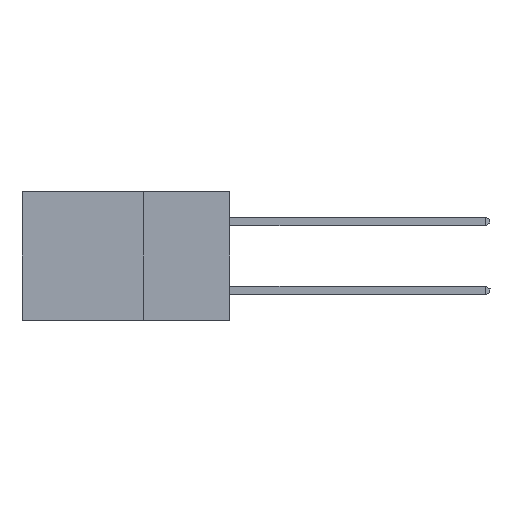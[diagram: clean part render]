
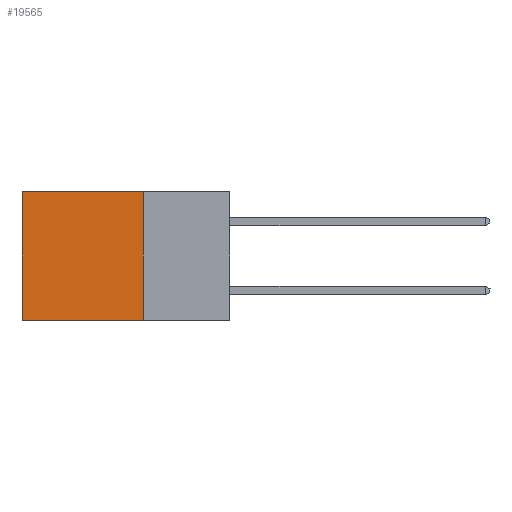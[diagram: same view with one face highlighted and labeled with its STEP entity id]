
A CAD part, left-side view. The second image highlights one B-rep face of the part: STEP entity #19565.
In plain terms, the highlighted planar face has unit normal (-1, 0, 0).
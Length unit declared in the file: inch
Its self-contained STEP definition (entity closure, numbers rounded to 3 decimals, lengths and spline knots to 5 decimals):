
#1343 = CARTESIAN_POINT ( 'NONE',  ( 0.298, 0.6, -0.37 ) ) ;
#1363 = VECTOR ( 'NONE', #24879, 39.37008 ) ;
#2194 = CARTESIAN_POINT ( 'NONE',  ( 0.298, 0.25, 0. ) ) ;
#2901 = CARTESIAN_POINT ( 'NONE',  ( 0.298, 0.6, 0. ) ) ;
#4896 = VERTEX_POINT ( 'NONE', #14696 ) ;
#5519 = EDGE_LOOP ( 'NONE', ( #11802, #19063, #19414, #26773 ) ) ;
#7701 = LINE ( 'NONE', #2194, #20001 ) ;
#7703 = DIRECTION ( 'NONE',  ( 1., 0., 0. ) ) ;
#8650 = CARTESIAN_POINT ( 'NONE',  ( 0.298, 0.6, 0. ) ) ;
#9361 = VECTOR ( 'NONE', #18085, 39.37008 ) ;
#10458 = AXIS2_PLACEMENT_3D ( 'NONE', #20810, #7703, #20608 ) ;
#11802 = ORIENTED_EDGE ( 'NONE', *, *, #13298, .T. ) ;
#12792 = DIRECTION ( 'NONE',  ( 0., 0., -1. ) ) ;
#13144 = CARTESIAN_POINT ( 'NONE',  ( 0.298, 0.25, -0.37 ) ) ;
#13173 = LINE ( 'NONE', #2901, #9361 ) ;
#13298 = EDGE_CURVE ( 'NONE', #17532, #24406, #13173, .T. ) ;
#14696 = CARTESIAN_POINT ( 'NONE',  ( 0.298, 0.25, 0. ) ) ;
#15492 = EDGE_CURVE ( 'NONE', #4896, #19006, #7701, .T. ) ;
#16182 = PLANE ( 'NONE',  #10458 ) ;
#17069 = DIRECTION ( 'NONE',  ( 0., 1., 0. ) ) ;
#17532 = VERTEX_POINT ( 'NONE', #8650 ) ;
#18085 = DIRECTION ( 'NONE',  ( 0., 0., -1. ) ) ;
#18369 = EDGE_CURVE ( 'NONE', #4896, #17532, #24334, .T. ) ;
#18623 = LINE ( 'NONE', #13144, #21389 ) ;
#19006 = VERTEX_POINT ( 'NONE', #19995 ) ;
#19063 = ORIENTED_EDGE ( 'NONE', *, *, #22848, .F. ) ;
#19414 = ORIENTED_EDGE ( 'NONE', *, *, #15492, .F. ) ;
#19565 = ADVANCED_FACE ( 'NONE', ( #21501 ), #16182, .F. ) ;
#19995 = CARTESIAN_POINT ( 'NONE',  ( 0.298, 0.25, -0.37 ) ) ;
#20001 = VECTOR ( 'NONE', #12792, 39.37008 ) ;
#20608 = DIRECTION ( 'NONE',  ( 0., 0., -1. ) ) ;
#20810 = CARTESIAN_POINT ( 'NONE',  ( 0.298, 0.25, 0. ) ) ;
#21389 = VECTOR ( 'NONE', #17069, 39.37008 ) ;
#21501 = FACE_OUTER_BOUND ( 'NONE', #5519, .T. ) ;
#22848 = EDGE_CURVE ( 'NONE', #19006, #24406, #18623, .T. ) ;
#24334 = LINE ( 'NONE', #27176, #1363 ) ;
#24406 = VERTEX_POINT ( 'NONE', #1343 ) ;
#24879 = DIRECTION ( 'NONE',  ( 0., 1., 0. ) ) ;
#26773 = ORIENTED_EDGE ( 'NONE', *, *, #18369, .T. ) ;
#27176 = CARTESIAN_POINT ( 'NONE',  ( 0.298, 0.25, 0. ) ) ;
